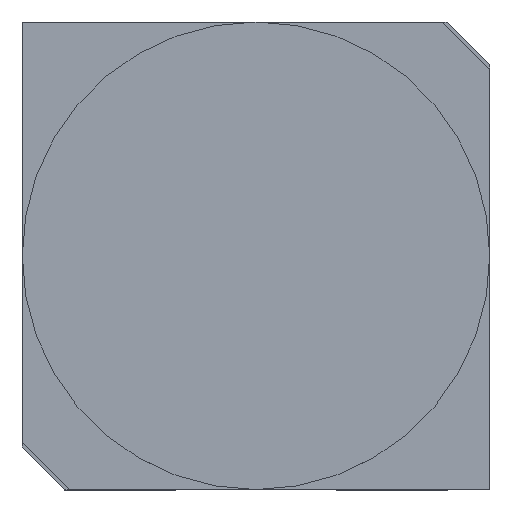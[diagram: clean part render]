
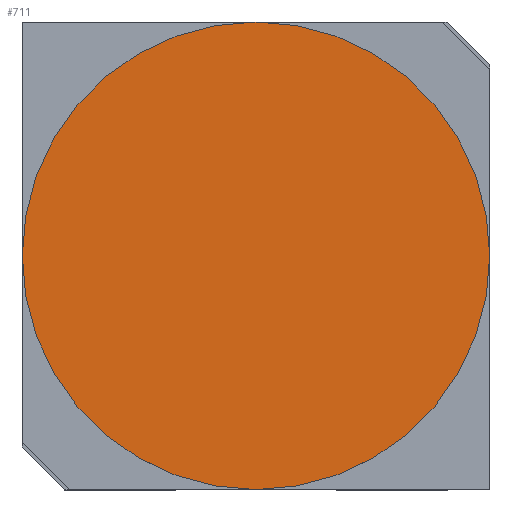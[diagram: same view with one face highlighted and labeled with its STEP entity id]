
A CAD part, top view. The second image highlights one B-rep face of the part: STEP entity #711.
In plain terms, the highlighted planar face has unit normal (0, 0, 1).
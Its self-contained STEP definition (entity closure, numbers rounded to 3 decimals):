
#62=PLANE($,#773);
#105=FACE_OUTER_BOUND($,#149,.T.);
#149=EDGE_LOOP($,(#665));
#327=CIRCLE($,#771,3.5);
#389=VERTEX_POINT($,#1153);
#481=EDGE_CURVE($,#389,#389,#327,.T.);
#665=ORIENTED_EDGE($,*,*,#481,.T.);
#711=ADVANCED_FACE($,(#105),#62,.T.);
#771=AXIS2_PLACEMENT_3D($,#1154,#953,#954);
#773=AXIS2_PLACEMENT_3D($,#1157,#957,#958);
#953=DIRECTION('center_axis',(0.,0.,1.));
#954=DIRECTION('ref_axis',(-1.,0.,0.));
#957=DIRECTION('center_axis',(0.,0.,1.));
#958=DIRECTION('ref_axis',(1.,0.,0.));
#1153=CARTESIAN_POINT('',(3.5,0.,4.));
#1154=CARTESIAN_POINT('Origin',(0.,0.,
4.));
#1157=CARTESIAN_POINT('Origin',(0.,0.,
4.));
